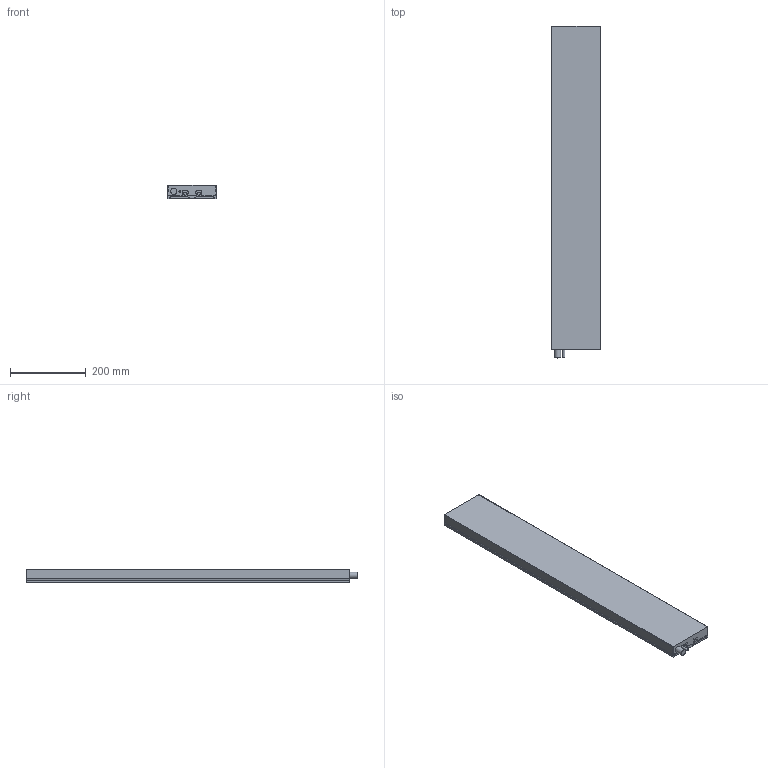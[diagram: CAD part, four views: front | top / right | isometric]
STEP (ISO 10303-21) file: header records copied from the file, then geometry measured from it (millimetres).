
FILE_DESCRIPTION( ( 'STEP AP214' ), '1' );
FILE_NAME( 'coilunit TBW45.stp', '2007-07-04T12:34:06', ( ' ' ), ( ' ' ), 'XStep 1.0', ' ', ' ' );
FILE_SCHEMA( ( 'CONFIG_CONTROL_DESIGN) ( )' ) );
Length unit declared in the file: metre
Products named in the file (1): 1
Bounding box: 130 x 874.5 x 34.34 mm (x, y, z)
Volume: 3794572.9 mm3; surface area: 289648.5 mm2
Topology: 1 solids, 1 shells, 541 faces, 1409 edges, 952 vertices
Faces by surface type: plane 326, cylinder 215
Full cylindrical faces by diameter (mm): 2.5 x2, 3.242 x1, 4.2 x36, 5 x2, 8.566 x2, 16.5 x1
Entity records: 16146 total; most frequent: DIRECTION 2837, CARTESIAN_POINT 2793, ORIENTED_EDGE 2652, EDGE_CURVE 1326, AXIS2_PLACEMENT_3D 973, VERTEX_POINT 913, LINE 891, VECTOR 891
